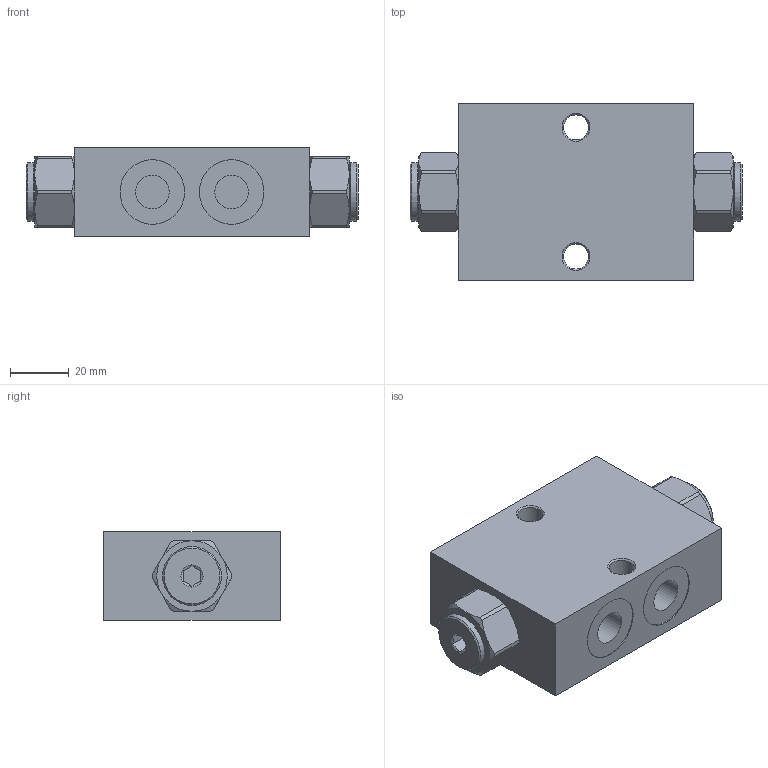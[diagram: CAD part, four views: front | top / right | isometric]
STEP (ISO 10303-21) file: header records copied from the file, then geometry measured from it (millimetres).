
FILE_DESCRIPTION(/* description */ ('Unknown'),/* implementation_level */ '2;1');
FILE_NAME(/* name */ 'V0178',/* time_stamp */ '2019-02-14T14:30:35+01:00',/* author */ ('Unknown'),/* organization */ ('Unknown'),/* preprocessor_version */ 'ST-DEVELOPER v16',/* originating_system */ 'DEX',/* authorisation */ $);
FILE_SCHEMA (('AUTOMOTIVE_DESIGN {1 0 10303 214 3 1 1}'));
Length unit declared in the file: millimetre
Products named in the file (1): V0178
Bounding box: 113 x 60 x 30 mm (x, y, z)
Volume: 145130.8 mm3; surface area: 29072.6 mm2
Topology: 1 solids, 3 shells, 136 faces, 282 edges, 176 vertices
Faces by surface type: plane 58, cone 38, cylinder 38, torus 2
Full cylindrical faces by diameter (mm): 7.5 x2, 8.5 x2, 11.445 x4, 11.75 x2, 12 x2, 12.376 x2, 18 x2, 18.3 x2, 20 x2, 21 x2, 22 x4
Entity records: 4240 total; most frequent: CARTESIAN_POINT 659, DIRECTION 562, ORIENTED_EDGE 468, AXIS2_PLACEMENT_3D 251, EDGE_CURVE 234, EDGE_LOOP 204, FACE_BOUND 204, VERTEX_POINT 168
